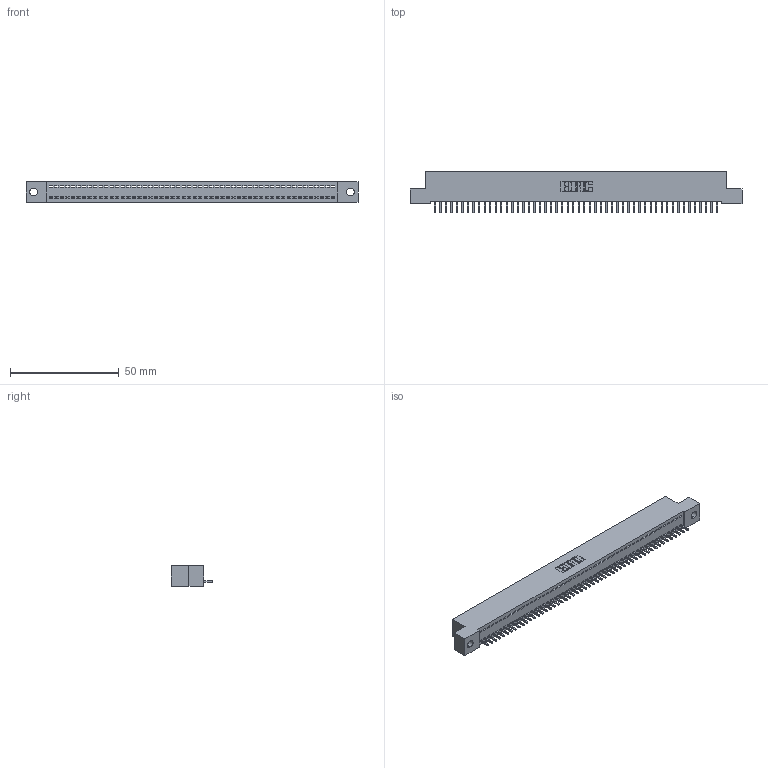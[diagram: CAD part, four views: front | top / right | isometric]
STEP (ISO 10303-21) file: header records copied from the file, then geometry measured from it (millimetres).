
FILE_DESCRIPTION (( 'STEP AP203' ), '1' );
FILE_NAME ('392-052-521-102.STEP', '2019-10-08T12:15:48', ( '' ), ( '' ), 'SwSTEP 2.0', 'SolidWorks 2016', '' );
FILE_SCHEMA (( 'CONFIG_CONTROL_DESIGN' ));
Length unit declared in the file: inch
Products named in the file (3): 342 Part_.128 Slot; 345-292-001_345-293-121; 392-052-521-102
Assembly tree (53 placements, depth 2):
  392-052-521-102
    342 Part_.128 Slot
    345-292-001_345-293-121  x52
Bounding box: 152.4 x 19.06 x 9.4 mm (x, y, z)
Volume: 13199.2 mm3; surface area: 18760.8 mm2
Topology: 53 solids, 53 shells, 3130 faces, 9463 edges, 6238 vertices
Faces by surface type: plane 2254, cylinder 876
Entity records: 30517 total; most frequent: CARTESIAN_POINT 5270, ORIENTED_EDGE 5258, DIRECTION 4425, EDGE_CURVE 2629, LINE 2501, VECTOR 2501, VERTEX_POINT 1750, AXIS2_PLACEMENT_3D 962
